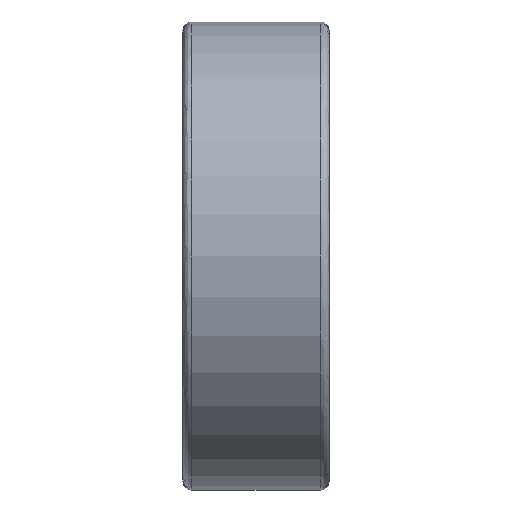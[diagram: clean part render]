
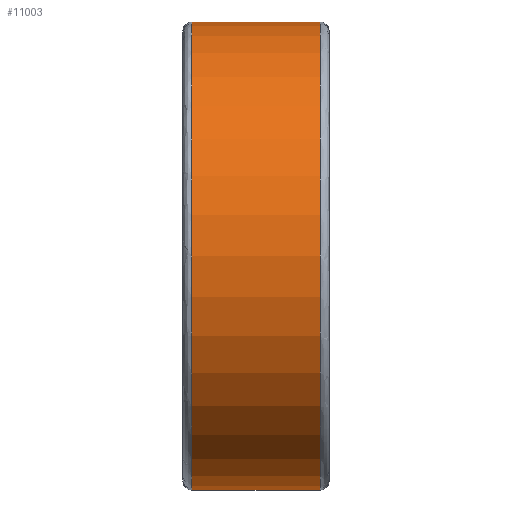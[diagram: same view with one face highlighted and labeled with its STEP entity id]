
A CAD part, front view. The second image highlights one B-rep face of the part: STEP entity #11003.
In plain terms, the highlighted cylindrical face has radius 8 mm (diameter 16 mm), a partial arc.
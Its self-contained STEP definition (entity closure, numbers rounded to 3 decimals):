
#407 = CARTESIAN_POINT ( 'NONE',  ( 0., 0., -8. ) ) ;
#1280 = CYLINDRICAL_SURFACE ( 'NONE', #3017, 8. ) ;
#1330 = DIRECTION ( 'NONE',  ( -1., 0., 0. ) ) ;
#2234 = ORIENTED_EDGE ( 'NONE', *, *, #4712, .T. ) ;
#2699 = DIRECTION ( 'NONE',  ( 0., 0., 1. ) ) ;
#2708 = CARTESIAN_POINT ( 'NONE',  ( -2.2, 0., 0. ) ) ;
#3017 = AXIS2_PLACEMENT_3D ( 'NONE', #7462, #12273, #2699 ) ;
#3634 = DIRECTION ( 'NONE',  ( 0., 0., 1. ) ) ;
#3992 = ORIENTED_EDGE ( 'NONE', *, *, #7063, .T. ) ;
#4018 = EDGE_LOOP ( 'NONE', ( #8706, #4421, #3992, #2234 ) ) ;
#4077 = CARTESIAN_POINT ( 'NONE',  ( 0., 0., 8. ) ) ;
#4087 = FACE_OUTER_BOUND ( 'NONE', #4018, .T. ) ;
#4421 = ORIENTED_EDGE ( 'NONE', *, *, #6254, .T. ) ;
#4712 = EDGE_CURVE ( 'NONE', #10484, #6744, #6285, .T. ) ;
#4741 = CARTESIAN_POINT ( 'NONE',  ( 2.2, 0., 8. ) ) ;
#4743 = CARTESIAN_POINT ( 'NONE',  ( 2.2, 0., -8. ) ) ;
#5670 = VERTEX_POINT ( 'NONE', #4741 ) ;
#6106 = VECTOR ( 'NONE', #7087, 1000. ) ;
#6195 = CARTESIAN_POINT ( 'NONE',  ( -2.2, 0., -8. ) ) ;
#6254 = EDGE_CURVE ( 'NONE', #8375, #5670, #9206, .T. ) ;
#6285 = CIRCLE ( 'NONE', #7078, 8. ) ;
#6744 = VERTEX_POINT ( 'NONE', #6195 ) ;
#6938 = DIRECTION ( 'NONE',  ( -1., 0., 0. ) ) ;
#7048 = CARTESIAN_POINT ( 'NONE',  ( 2.2, 0., 0. ) ) ;
#7063 = EDGE_CURVE ( 'NONE', #5670, #10484, #7402, .T. ) ;
#7078 = AXIS2_PLACEMENT_3D ( 'NONE', #2708, #9372, #3634 ) ;
#7087 = DIRECTION ( 'NONE',  ( -1., 0., 0. ) ) ;
#7402 = LINE ( 'NONE', #4077, #12191 ) ;
#7462 = CARTESIAN_POINT ( 'NONE',  ( 0., 0., 0. ) ) ;
#8024 = DIRECTION ( 'NONE',  ( 0., 0., 1. ) ) ;
#8375 = VERTEX_POINT ( 'NONE', #4743 ) ;
#8706 = ORIENTED_EDGE ( 'NONE', *, *, #8914, .F. ) ;
#8914 = EDGE_CURVE ( 'NONE', #8375, #6744, #11194, .T. ) ;
#9073 = CARTESIAN_POINT ( 'NONE',  ( -2.2, 0., 8. ) ) ;
#9206 = CIRCLE ( 'NONE', #11835, 8. ) ;
#9372 = DIRECTION ( 'NONE',  ( 1., 0., 0. ) ) ;
#10484 = VERTEX_POINT ( 'NONE', #9073 ) ;
#11003 = ADVANCED_FACE ( 'NONE', ( #4087 ), #1280, .T. ) ;
#11194 = LINE ( 'NONE', #407, #6106 ) ;
#11835 = AXIS2_PLACEMENT_3D ( 'NONE', #7048, #1330, #8024 ) ;
#12191 = VECTOR ( 'NONE', #6938, 1000. ) ;
#12273 = DIRECTION ( 'NONE',  ( -1., 0., 0. ) ) ;
